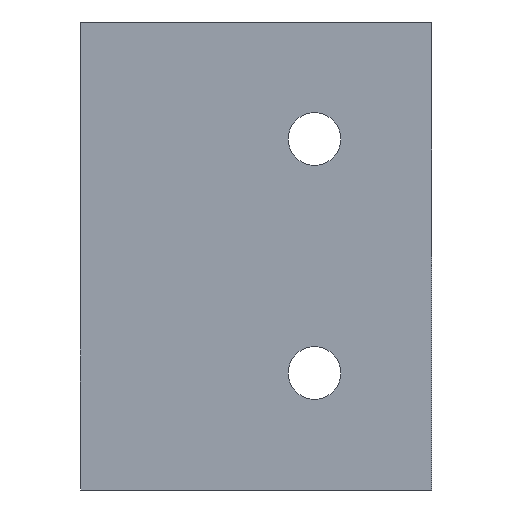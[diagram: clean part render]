
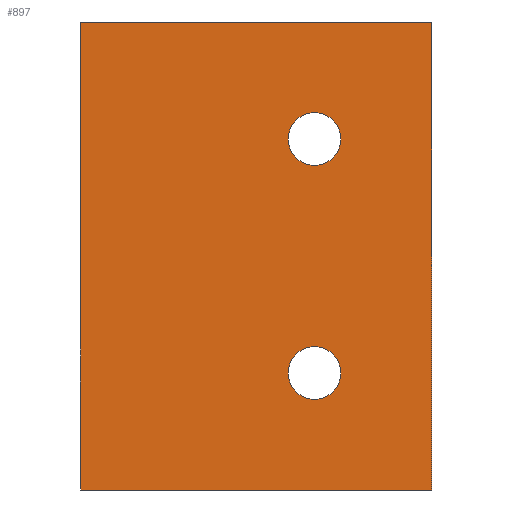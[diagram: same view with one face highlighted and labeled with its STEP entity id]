
A CAD part, front view. The second image highlights one B-rep face of the part: STEP entity #897.
In plain terms, the highlighted planar face has unit normal (0, -1, 0).
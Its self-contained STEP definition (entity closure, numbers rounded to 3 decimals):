
#293=CARTESIAN_POINT('',(35.5,0.,20.0));
#294=VERTEX_POINT('',#293);
#295=CARTESIAN_POINT('',(40.,0.,20.0));
#296=DIRECTION('',(0.0,1.0,0.0));
#297=DIRECTION('',(1.0,0.0,0.0));
#298=AXIS2_PLACEMENT_3D('',#295,#296,#297);
#299=CIRCLE('',#298,4.5);
#300=EDGE_CURVE('',#294,#294,#299,.T.);
#397=CARTESIAN_POINT('',(35.5,0.,-20.0));
#398=VERTEX_POINT('',#397);
#399=CARTESIAN_POINT('',(40.,0.,-20.0));
#400=DIRECTION('',(0.0,1.0,0.0));
#401=DIRECTION('',(1.0,0.0,0.0));
#402=AXIS2_PLACEMENT_3D('',#399,#400,#401);
#403=CIRCLE('',#402,4.5);
#404=EDGE_CURVE('',#398,#398,#403,.T.);
#607=CARTESIAN_POINT('',(60.0,0.0,-40.0));
#608=VERTEX_POINT('',#607);
#617=CARTESIAN_POINT('',(0.0,0.0,-40.0));
#618=VERTEX_POINT('',#617);
#619=CARTESIAN_POINT('',(0.0,0.0,-40.0));
#620=DIRECTION('',(1.0,0.0,0.0));
#621=VECTOR('',#620,60.0);
#622=LINE('',#619,#621);
#623=EDGE_CURVE('',#618,#608,#622,.T.);
#681=CARTESIAN_POINT('',(0.0,0.0,40.0));
#682=VERTEX_POINT('',#681);
#698=CARTESIAN_POINT('',(0.0,0.0,40.0));
#699=DIRECTION('',(0.0,0.0,-1.0));
#700=VECTOR('',#699,80.0);
#701=LINE('',#698,#700);
#702=EDGE_CURVE('',#682,#618,#701,.T.);
#856=CARTESIAN_POINT('',(60.0,0.0,40.0));
#857=VERTEX_POINT('',#856);
#864=CARTESIAN_POINT('',(60.0,0.0,-40.0));
#865=DIRECTION('',(0.0,0.0,1.0));
#866=VECTOR('',#865,80.0);
#867=LINE('',#864,#866);
#868=EDGE_CURVE('',#608,#857,#867,.T.);
#875=CARTESIAN_POINT('',(60.0,0.0,0.0));
#876=DIRECTION('',(0.0,-1.0,0.0));
#877=DIRECTION('',(0.0,0.0,-1.0));
#878=AXIS2_PLACEMENT_3D('',#875,#876,#877);
#879=PLANE('',#878);
#880=CARTESIAN_POINT('',(60.0,0.0,40.0));
#881=DIRECTION('',(-1.0,0.0,0.0));
#882=VECTOR('',#881,60.0);
#883=LINE('',#880,#882);
#884=EDGE_CURVE('',#857,#682,#883,.T.);
#885=ORIENTED_EDGE('',*,*,#884,.T.);
#886=ORIENTED_EDGE('',*,*,#702,.T.);
#887=ORIENTED_EDGE('',*,*,#623,.T.);
#888=ORIENTED_EDGE('',*,*,#868,.T.);
#889=EDGE_LOOP('',(#885,#886,#887,#888));
#890=FACE_OUTER_BOUND('',#889,.T.);
#891=ORIENTED_EDGE('',*,*,#300,.T.);
#892=EDGE_LOOP('',(#891));
#893=FACE_BOUND('',#892,.T.);
#894=ORIENTED_EDGE('',*,*,#404,.T.);
#895=EDGE_LOOP('',(#894));
#896=FACE_BOUND('',#895,.T.);
#897=ADVANCED_FACE('',(#890,#893,#896),#879,.T.);
